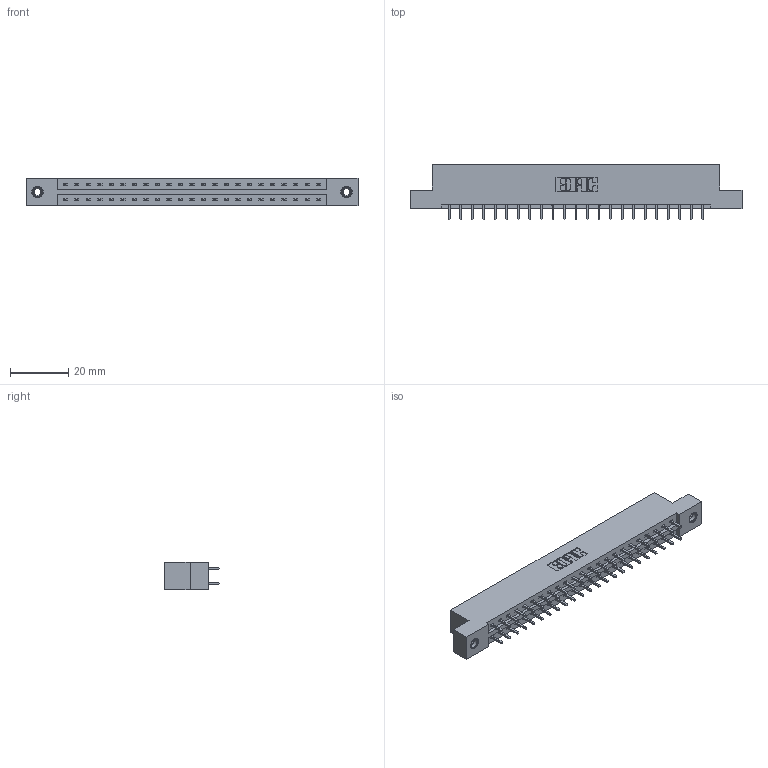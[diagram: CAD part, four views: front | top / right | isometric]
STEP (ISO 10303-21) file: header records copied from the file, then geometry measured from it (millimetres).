
FILE_DESCRIPTION (( 'STEP AP203' ), '1' );
FILE_NAME ('387-046-521-208.STEP', '2018-09-20T03:27:36', ( '' ), ( '' ), 'SwSTEP 2.0', 'SolidWorks 2016', '' );
FILE_SCHEMA (( 'CONFIG_CONTROL_DESIGN' ));
Length unit declared in the file: inch
Products named in the file (4): 337 Part_Flush Mounting Lugs - 0.156 Dia-TI; 345-292-001_345-293-121; 345-250-001_345-250-003-102; 387-046-521-208
Assembly tree (49 placements, depth 2):
  387-046-521-208
    337 Part_Flush Mounting Lugs - 0.156 Dia-TI
    345-292-001_345-293-121  x46
    345-250-001_345-250-003-102  x2
Bounding box: 114.15 x 19.06 x 9.4 mm (x, y, z)
Volume: 11751.6 mm3; surface area: 12988.2 mm2
Topology: 49 solids, 49 shells, 2658 faces, 7853 edges, 5166 vertices
Faces by surface type: plane 1850, cylinder 792, cone 12, torus 4
Entity records: 21494 total; most frequent: CARTESIAN_POINT 3617, ORIENTED_EDGE 3546, DIRECTION 3143, EDGE_CURVE 1773, LINE 1625, VECTOR 1625, VERTEX_POINT 1176, AXIS2_PLACEMENT_3D 759
